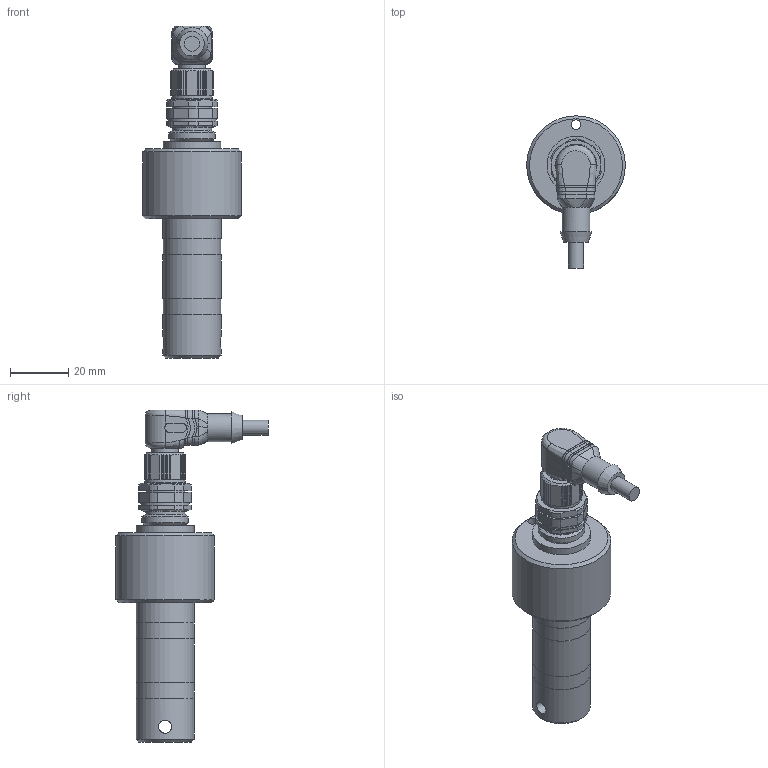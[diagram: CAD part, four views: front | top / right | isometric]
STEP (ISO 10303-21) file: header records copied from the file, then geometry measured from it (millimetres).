
FILE_DESCRIPTION (( 'STEP AP214' ), '1' );
FILE_NAME ('a_KMB20-1,6k...16k-S2.STEP', '2024-09-18T07:35:51', ( '' ), ( '' ), 'SwSTEP 2.0', 'SolidWorks 2023', '' );
FILE_SCHEMA (( 'AUTOMOTIVE_DESIGN' ));
Length unit declared in the file: millimetre
Products named in the file (1): a_KMB20-1,6k...16k-S2
Bounding box: 34 x 52.52 x 114.35 mm (x, y, z)
Volume: 46632.8 mm3; surface area: 15049.6 mm2
Topology: 4 solids, 9 shells, 719 faces, 1897 edges, 1227 vertices
Faces by surface type: plane 386, cylinder 189, cone 78, bspline 63, torus 3
Full cylindrical faces by diameter (mm): 1 x8, 1.1 x4, 1.15 x4, 1.2 x1, 1.5 x4, 1.55 x8, 1.6 x8, 1.85 x4, 3.3 x1, 4.5 x1, 5.2 x1, 7.65 x1, 8.375 x1, 8.42 x1, 9.22 x1, 9.3 x1, 9.6 x1, 9.7 x1, 9.95 x1, 10.159 x1, 10.4 x1, 10.8 x1, 11 x1, 12 x1, 13.5 x2, 14 x2, 16 x2, 16.7 x1, 19.9 x2, 20 x4
Entity records: 24530 total; most frequent: CARTESIAN_POINT 8109, ORIENTED_EDGE 3420, DIRECTION 3125, EDGE_CURVE 1710, VERTEX_POINT 1162, AXIS2_PLACEMENT_3D 1115, EDGE_LOOP 896, LINE 895
